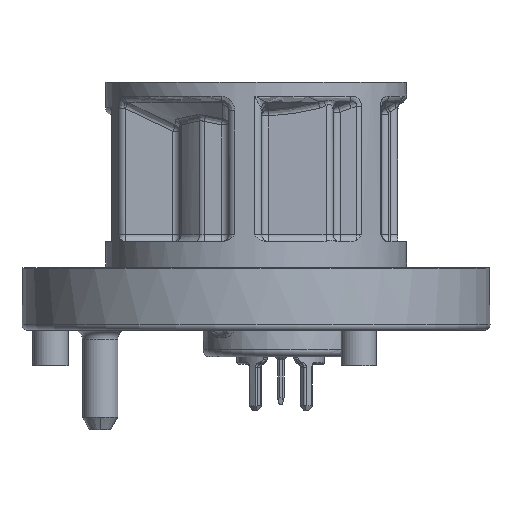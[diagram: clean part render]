
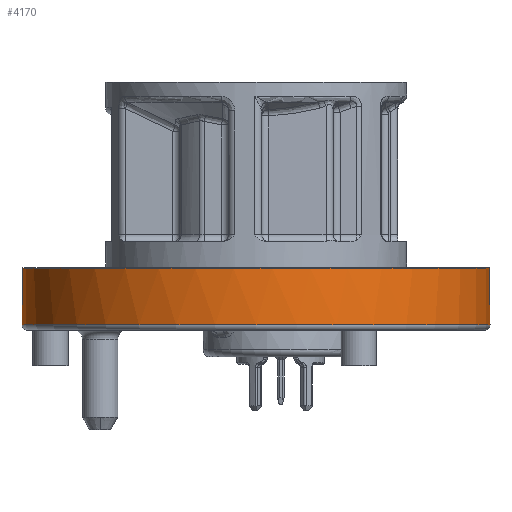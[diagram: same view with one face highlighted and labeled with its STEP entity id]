
A CAD part, left-side view. The second image highlights one B-rep face of the part: STEP entity #4170.
In plain terms, the highlighted conical face has half-angle 1 degrees and reference radius 13.178 mm.
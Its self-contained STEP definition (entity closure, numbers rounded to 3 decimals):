
#2162=FACE_BOUND('',#6791,.T.);
#2163=FACE_BOUND('',#6792,.T.);
#2405=CONICAL_SURFACE('',#22767,13.178,1.);
#2663=B_SPLINE_CURVE_WITH_KNOTS('',3,(#31175,#31176,#31177,#31178,#31179,
#31180,#31181,#31182,#31183,#31184),.UNSPECIFIED.,.F.,.F.,(4,2,2,2,4),(0.,
0.25,0.5,0.75,1.),.UNSPECIFIED.);
#2664=B_SPLINE_CURVE_WITH_KNOTS('',3,(#31187,#31188,#31189,#31190,#31191,
#31192,#31193,#31194,#31195,#31196),.UNSPECIFIED.,.F.,.F.,(4,2,2,2,4),(0.,
0.25,0.5,0.75,1.),.UNSPECIFIED.);
#4170=ADVANCED_FACE('',(#2162,#2163),#2405,.T.);
#6791=EDGE_LOOP('',(#9117));
#6792=EDGE_LOOP('',(#9118,#9119));
#8064=CIRCLE('',#22766,13.212);
#9117=ORIENTED_EDGE('',*,*,#17133,.T.);
#9118=ORIENTED_EDGE('',*,*,#17134,.T.);
#9119=ORIENTED_EDGE('',*,*,#17135,.T.);
#15079=VERTEX_POINT('',#31174);
#15080=VERTEX_POINT('',#31185);
#15081=VERTEX_POINT('',#31186);
#17133=EDGE_CURVE('',#15079,#15079,#8064,.T.);
#17134=EDGE_CURVE('',#15080,#15081,#2663,.T.);
#17135=EDGE_CURVE('',#15081,#15080,#2664,.T.);
#22766=AXIS2_PLACEMENT_3D('',#31173,#24654,#24655);
#22767=AXIS2_PLACEMENT_3D('',#31197,#24656,#24657);
#24654=DIRECTION('',(0.,0.,1.));
#24655=DIRECTION('',(-1.,0.,0.));
#24656=DIRECTION('',(0.,0.,-1.));
#24657=DIRECTION('',(0.,1.,0.));
#31173=CARTESIAN_POINT('',(0.,1.4,-4.095));
#31174=CARTESIAN_POINT('',(-13.212,1.4,-4.095));
#31175=CARTESIAN_POINT('',(0.,14.556,-0.9));
#31176=CARTESIAN_POINT('',(3.444,14.556,-0.9));
#31177=CARTESIAN_POINT('',(6.867,13.138,-0.9));
#31178=CARTESIAN_POINT('',(11.738,8.267,-0.9));
#31179=CARTESIAN_POINT('',(13.156,4.844,-0.9));
#31180=CARTESIAN_POINT('',(13.156,-2.044,-0.9));
#31181=CARTESIAN_POINT('',(11.738,-5.467,-0.9));
#31182=CARTESIAN_POINT('',(6.867,-10.338,-0.9));
#31183=CARTESIAN_POINT('',(3.444,-11.756,-0.9));
#31184=CARTESIAN_POINT('',(0.,-11.756,-0.9));
#31185=CARTESIAN_POINT('',(0.,14.557,-0.9));
#31186=CARTESIAN_POINT('',(0.,-11.757,-0.9));
#31187=CARTESIAN_POINT('',(0.,-11.756,-0.9));
#31188=CARTESIAN_POINT('',(-3.444,-11.756,-0.9));
#31189=CARTESIAN_POINT('',(-6.867,-10.338,-0.9));
#31190=CARTESIAN_POINT('',(-11.738,-5.467,-0.9));
#31191=CARTESIAN_POINT('',(-13.156,-2.044,-0.9));
#31192=CARTESIAN_POINT('',(-13.156,4.844,-0.9));
#31193=CARTESIAN_POINT('',(-11.738,8.267,-0.9));
#31194=CARTESIAN_POINT('',(-6.867,13.138,-0.9));
#31195=CARTESIAN_POINT('',(-3.444,14.556,-0.9));
#31196=CARTESIAN_POINT('',(0.,14.556,-0.9));
#31197=CARTESIAN_POINT('',(0.,1.4,-2.15));
